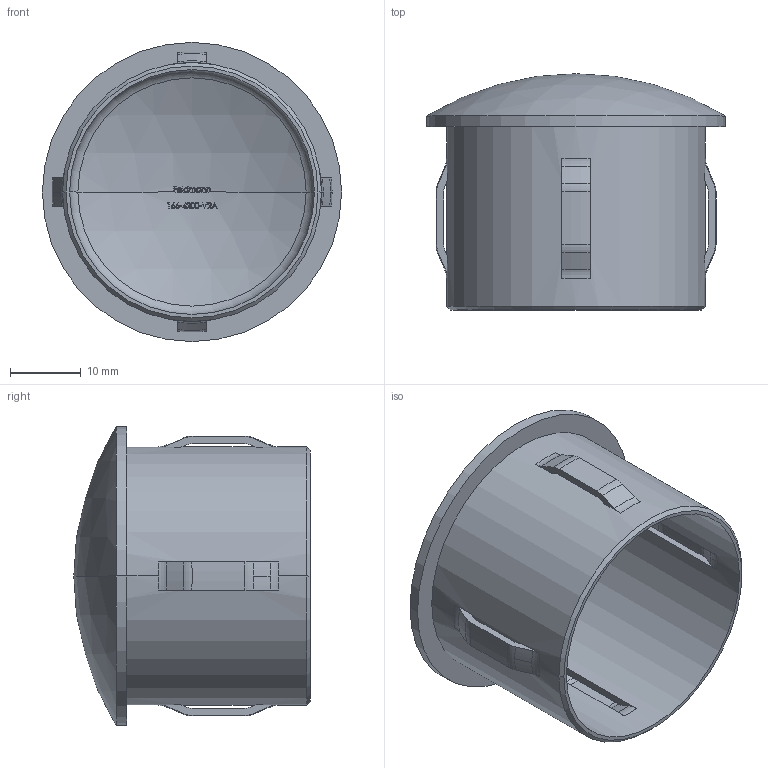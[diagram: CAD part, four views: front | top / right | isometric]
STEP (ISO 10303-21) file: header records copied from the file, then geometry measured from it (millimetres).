
FILE_DESCRIPTION (( 'STEP AP203' ), '1' );
FILE_NAME ('166-4200-V2A.STEP', '2020-08-26T08:20:35', ( '' ), ( '' ), 'SwSTEP 2.0', 'SolidWorks 2018', '' );
FILE_SCHEMA (( 'CONFIG_CONTROL_DESIGN' ));
Length unit declared in the file: millimetre
Products named in the file (1): 166-4200-V2A
Bounding box: 42.4 x 33.5 x 42.4 mm (x, y, z)
Volume: 5704.1 mm3; surface area: 9530.9 mm2
Topology: 1 solids, 1 shells, 353 faces, 980 edges, 640 vertices
Faces by surface type: plane 135, bspline 96, sphere 42, torus 42, cone 22, cylinder 16
Entity records: 15753 total; most frequent: CARTESIAN_POINT 7159, ORIENTED_EDGE 1960, DIRECTION 1565, EDGE_CURVE 980, AXIS2_PLACEMENT_3D 643, VERTEX_POINT 640, CIRCLE 385, EDGE_LOOP 380
